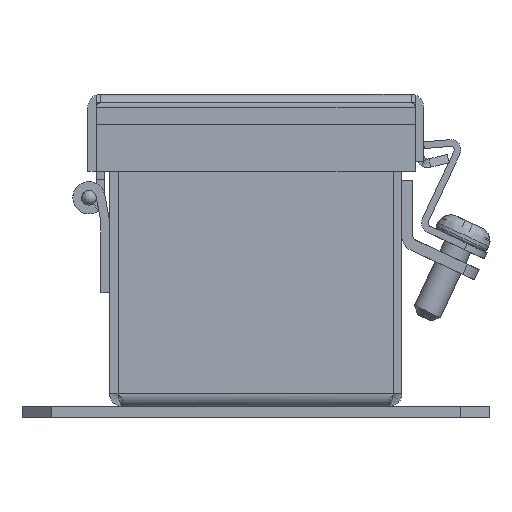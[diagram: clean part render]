
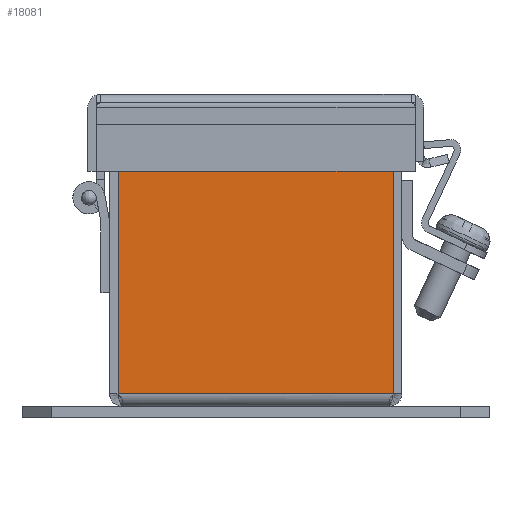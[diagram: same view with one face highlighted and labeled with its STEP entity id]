
A CAD part, left-side view. The second image highlights one B-rep face of the part: STEP entity #18081.
In plain terms, the highlighted planar face has unit normal (-1, 0, 0).
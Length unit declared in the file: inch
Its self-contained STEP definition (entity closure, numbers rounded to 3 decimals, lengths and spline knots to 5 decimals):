
#56 = LINE ( 'NONE', #12088, #18281 ) ;
#261 = VERTEX_POINT ( 'NONE', #11255 ) ;
#881 = EDGE_CURVE ( 'NONE', #16649, #261, #56, .T. ) ;
#1356 = CARTESIAN_POINT ( 'NONE',  ( -12., 1.17789, 2.32223 ) ) ;
#1981 = EDGE_CURVE ( 'NONE', #16089, #17055, #14999, .T. ) ;
#2772 = DIRECTION ( 'NONE',  ( 0., -1., 0. ) ) ;
#2945 = VECTOR ( 'NONE', #13292, 39.37008 ) ;
#3156 = CARTESIAN_POINT ( 'NONE',  ( -12., 1.17789, 0. ) ) ;
#3346 = CARTESIAN_POINT ( 'NONE',  ( -12., -1.17789, 0.108 ) ) ;
#3734 = ORIENTED_EDGE ( 'NONE', *, *, #1981, .F. ) ;
#3933 = EDGE_CURVE ( 'NONE', #17055, #16649, #5177, .T. ) ;
#4230 = ORIENTED_EDGE ( 'NONE', *, *, #881, .F. ) ;
#4291 = EDGE_CURVE ( 'NONE', #10030, #19156, #8525, .T. ) ;
#4628 = CARTESIAN_POINT ( 'NONE',  ( -12., -1.142, 0.108 ) ) ;
#4642 = DIRECTION ( 'NONE',  ( 1., 0., 0. ) ) ;
#5177 = CIRCLE ( 'NONE', #12638, 0.25 ) ;
#5635 = CARTESIAN_POINT ( 'NONE',  ( -12., -0.92789, 2.32223 ) ) ;
#6071 = PLANE ( 'NONE',  #8160 ) ;
#6233 = EDGE_LOOP ( 'NONE', ( #9683, #3734, #14700, #18899, #18313, #4230 ) ) ;
#8160 = AXIS2_PLACEMENT_3D ( 'NONE', #16460, #10453, #8981 ) ;
#8525 = LINE ( 'NONE', #13089, #11082 ) ;
#8981 = DIRECTION ( 'NONE',  ( 0., -1., 0. ) ) ;
#9012 = AXIS2_PLACEMENT_3D ( 'NONE', #5635, #11479, #10012 ) ;
#9683 = ORIENTED_EDGE ( 'NONE', *, *, #3933, .F. ) ;
#10012 = DIRECTION ( 'NONE',  ( 0., -1., 0. ) ) ;
#10030 = VERTEX_POINT ( 'NONE', #3346 ) ;
#10453 = DIRECTION ( 'NONE',  ( 1., 0., 0. ) ) ;
#11082 = VECTOR ( 'NONE', #18890, 39.37008 ) ;
#11255 = CARTESIAN_POINT ( 'NONE',  ( -12., -1.16796, 2.392 ) ) ;
#11479 = DIRECTION ( 'NONE',  ( 1., 0., 0. ) ) ;
#11764 = CARTESIAN_POINT ( 'NONE',  ( -12., 1.16796, 2.392 ) ) ;
#11942 = CARTESIAN_POINT ( 'NONE',  ( -12., 0.92789, 2.32223 ) ) ;
#12031 = LINE ( 'NONE', #4628, #2945 ) ;
#12088 = CARTESIAN_POINT ( 'NONE',  ( -12., 8.156, 2.392 ) ) ;
#12638 = AXIS2_PLACEMENT_3D ( 'NONE', #11942, #4642, #13495 ) ;
#12677 = CARTESIAN_POINT ( 'NONE',  ( -12., 1.17789, 0.108 ) ) ;
#12717 = EDGE_CURVE ( 'NONE', #10030, #16089, #12031, .T. ) ;
#13089 = CARTESIAN_POINT ( 'NONE',  ( -12., -1.17789, 0.108 ) ) ;
#13203 = VECTOR ( 'NONE', #16550, 39.37008 ) ;
#13292 = DIRECTION ( 'NONE',  ( 0., 1., 0. ) ) ;
#13495 = DIRECTION ( 'NONE',  ( 0., 0., -1. ) ) ;
#14700 = ORIENTED_EDGE ( 'NONE', *, *, #12717, .F. ) ;
#14999 = LINE ( 'NONE', #3156, #13203 ) ;
#15330 = EDGE_CURVE ( 'NONE', #261, #19156, #17387, .T. ) ;
#16089 = VERTEX_POINT ( 'NONE', #12677 ) ;
#16174 = CARTESIAN_POINT ( 'NONE',  ( -12., -1.17789, 2.32223 ) ) ;
#16460 = CARTESIAN_POINT ( 'NONE',  ( -12., 8.156, 0. ) ) ;
#16550 = DIRECTION ( 'NONE',  ( 0., 0., 1. ) ) ;
#16649 = VERTEX_POINT ( 'NONE', #11764 ) ;
#17055 = VERTEX_POINT ( 'NONE', #1356 ) ;
#17387 = CIRCLE ( 'NONE', #9012, 0.25 ) ;
#17818 = FACE_OUTER_BOUND ( 'NONE', #6233, .T. ) ;
#18081 = ADVANCED_FACE ( 'NONE', ( #17818 ), #6071, .F. ) ;
#18281 = VECTOR ( 'NONE', #2772, 39.37008 ) ;
#18313 = ORIENTED_EDGE ( 'NONE', *, *, #15330, .F. ) ;
#18890 = DIRECTION ( 'NONE',  ( 0., 0., 1. ) ) ;
#18899 = ORIENTED_EDGE ( 'NONE', *, *, #4291, .T. ) ;
#19156 = VERTEX_POINT ( 'NONE', #16174 ) ;
